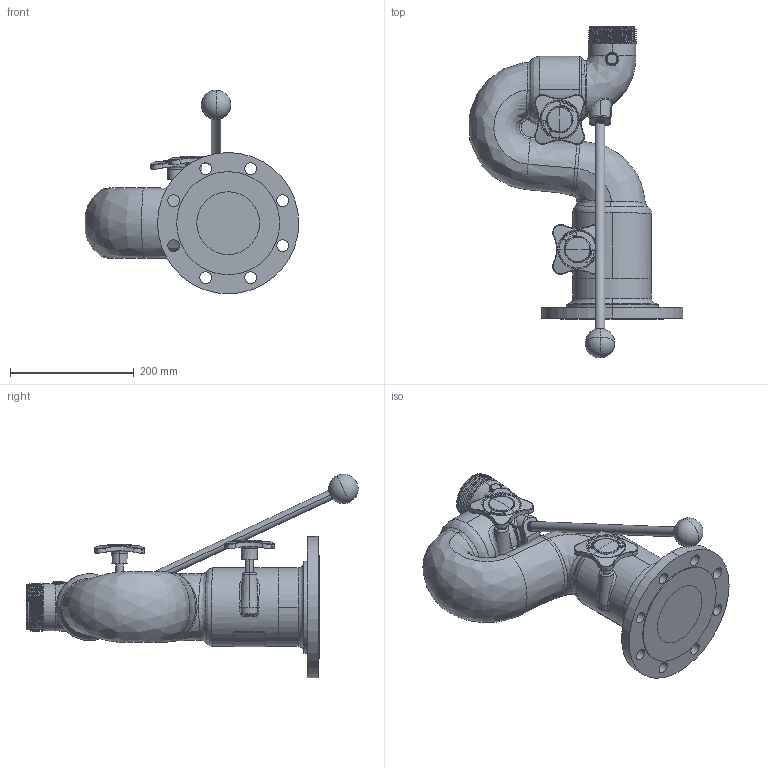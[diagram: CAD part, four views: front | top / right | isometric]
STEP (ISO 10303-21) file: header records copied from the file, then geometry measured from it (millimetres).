
FILE_DESCRIPTION (( 'STEP AP214' ), '1' );
FILE_NAME ('8593-02_4inch.STEP', '2022-11-03T17:54:53', ( '' ), ( '' ), 'SwSTEP 2.0', 'SolidWorks 2021', '' );
FILE_SCHEMA (( 'AUTOMOTIVE_DESIGN' ));
Length unit declared in the file: inch
Products named in the file (1): 8593-02_4inch
Bounding box: 345.57 x 537.07 x 329.38 mm (x, y, z)
Volume: 8655375.2 mm3; surface area: 525415 mm2
Topology: 10 solids, 10 shells, 578 faces, 1418 edges, 869 vertices
Faces by surface type: bspline 204, cylinder 182, plane 69, cone 54, torus 45, sphere 24
Entity records: 54482 total; most frequent: CARTESIAN_POINT 35136, ORIENTED_EDGE 2804, DIRECTION 1913, EDGE_CURVE 1402, VERTEX_POINT 865, AXIS2_PLACEMENT_3D 817, B_SPLINE_CURVE_WITH_KNOTS 625, EDGE_LOOP 615
